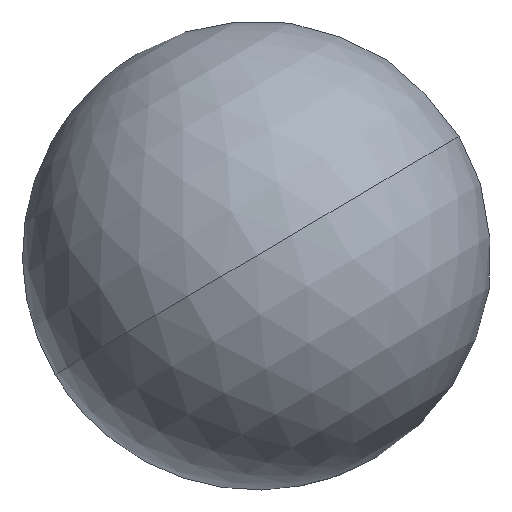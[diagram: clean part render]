
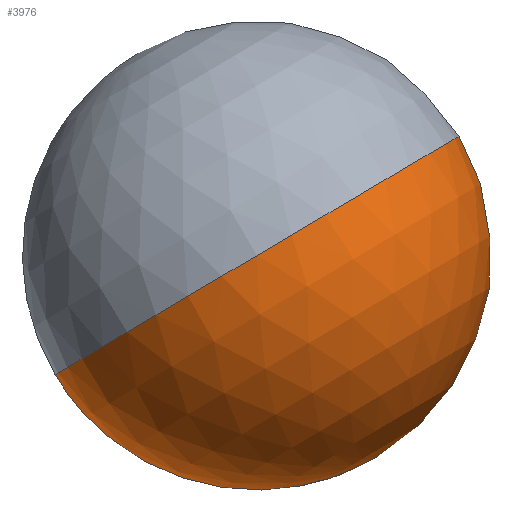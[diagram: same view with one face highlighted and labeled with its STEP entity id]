
A CAD part, left-side view. The second image highlights one B-rep face of the part: STEP entity #3976.
In plain terms, the highlighted spherical face has radius 20 mm.
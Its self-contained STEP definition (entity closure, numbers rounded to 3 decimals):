
#100 = DIRECTION ( 'NONE',  ( 0., 1., 0. ) ) ;
#222 = CARTESIAN_POINT ( 'NONE',  ( 0., 18.412, -7.81 ) ) ;
#312 = CARTESIAN_POINT ( 'NONE',  ( 0., 0., 0. ) ) ;
#656 = CARTESIAN_POINT ( 'NONE',  ( -7.81, 18.412, 0. ) ) ;
#734 = EDGE_CURVE ( 'NONE', #1780, #5090, #3592, .T. ) ;
#1026 = CARTESIAN_POINT ( 'NONE',  ( 0., 18.412, 0. ) ) ;
#1055 = CARTESIAN_POINT ( 'NONE',  ( 0., 0., 0. ) ) ;
#1102 = CARTESIAN_POINT ( 'NONE',  ( 0., 18.412, 0. ) ) ;
#1195 = ORIENTED_EDGE ( 'NONE', *, *, #734, .T. ) ;
#1391 = AXIS2_PLACEMENT_3D ( 'NONE', #1055, #4600, #5039 ) ;
#1486 = DIRECTION ( 'NONE',  ( -1., 0., 0. ) ) ;
#1704 = CARTESIAN_POINT ( 'NONE',  ( 0., -20., 0. ) ) ;
#1780 = VERTEX_POINT ( 'NONE', #1704 ) ;
#1792 = DIRECTION ( 'NONE',  ( 0., 0., 1. ) ) ;
#1920 = SPHERICAL_SURFACE ( 'NONE', #4291, 20. ) ;
#1948 = DIRECTION ( 'NONE',  ( 0., 0., 1. ) ) ;
#2153 = ORIENTED_EDGE ( 'NONE', *, *, #5253, .F. ) ;
#2237 = ORIENTED_EDGE ( 'NONE', *, *, #2832, .F. ) ;
#2571 = DIRECTION ( 'NONE',  ( 0., 0., 1. ) ) ;
#2832 = EDGE_CURVE ( 'NONE', #3115, #5090, #4023, .T. ) ;
#3115 = VERTEX_POINT ( 'NONE', #222 ) ;
#3246 = FACE_OUTER_BOUND ( 'NONE', #5383, .T. ) ;
#3473 = AXIS2_PLACEMENT_3D ( 'NONE', #1026, #100, #1792 ) ;
#3592 = CIRCLE ( 'NONE', #1391, 20. ) ;
#3976 = ADVANCED_FACE ( 'NONE', ( #3246 ), #1920, .T. ) ;
#4023 = CIRCLE ( 'NONE', #3473, 7.81 ) ;
#4108 = CIRCLE ( 'NONE', #5224, 7.81 ) ;
#4291 = AXIS2_PLACEMENT_3D ( 'NONE', #4672, #5514, #1486 ) ;
#4444 = VERTEX_POINT ( 'NONE', #5426 ) ;
#4492 = CIRCLE ( 'NONE', #5414, 20. ) ;
#4600 = DIRECTION ( 'NONE',  ( 0., 0., -1. ) ) ;
#4634 = EDGE_CURVE ( 'NONE', #4444, #3115, #4108, .T. ) ;
#4670 = DIRECTION ( 'NONE',  ( 1., 0., 0. ) ) ;
#4672 = CARTESIAN_POINT ( 'NONE',  ( 0., 0., 0. ) ) ;
#5039 = DIRECTION ( 'NONE',  ( -1., 0., 0. ) ) ;
#5090 = VERTEX_POINT ( 'NONE', #656 ) ;
#5224 = AXIS2_PLACEMENT_3D ( 'NONE', #1102, #5490, #1948 ) ;
#5253 = EDGE_CURVE ( 'NONE', #1780, #4444, #4492, .T. ) ;
#5383 = EDGE_LOOP ( 'NONE', ( #2153, #1195, #2237, #5413 ) ) ;
#5413 = ORIENTED_EDGE ( 'NONE', *, *, #4634, .F. ) ;
#5414 = AXIS2_PLACEMENT_3D ( 'NONE', #312, #2571, #4670 ) ;
#5426 = CARTESIAN_POINT ( 'NONE',  ( 7.81, 18.412, 0. ) ) ;
#5490 = DIRECTION ( 'NONE',  ( 0., 1., 0. ) ) ;
#5514 = DIRECTION ( 'NONE',  ( 0., 0., 1. ) ) ;
